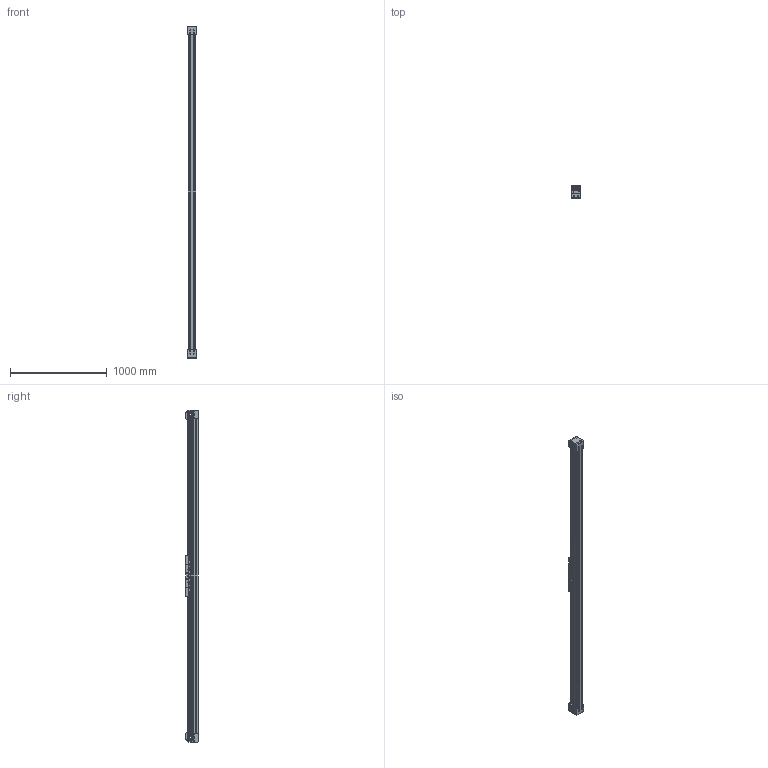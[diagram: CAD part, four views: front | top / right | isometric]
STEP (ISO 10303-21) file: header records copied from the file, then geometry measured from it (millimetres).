
FILE_DESCRIPTION (( 'STEP AP214' ), '1' );
FILE_NAME ('BLM80-2800.STEP', '2023-03-14T08:20:09', ( '' ), ( '' ), 'SwSTEP 2.0', 'SolidWorks 2023', '' );
FILE_SCHEMA (( 'AUTOMOTIVE_DESIGN' ));
Length unit declared in the file: millimetre
Products named in the file (1): BLM80-2800
Bounding box: 100 x 130 x 3424 mm (x, y, z)
Volume: 21649653.8 mm3; surface area: 3177380.4 mm2
Topology: 50 solids, 58 shells, 6367 faces, 18082 edges, 11910 vertices
Faces by surface type: plane 3621, cylinder 2418, torus 152, sphere 100, cone 52, bspline 24
Entity records: 282237 total; most frequent: CARTESIAN_POINT 42716, DIRECTION 35632, ORIENTED_EDGE 35556, EDGE_CURVE 17778, VECTOR 12040, LINE 12040, AXIS2_PLACEMENT_3D 11796, VERTEX_POINT 11718
